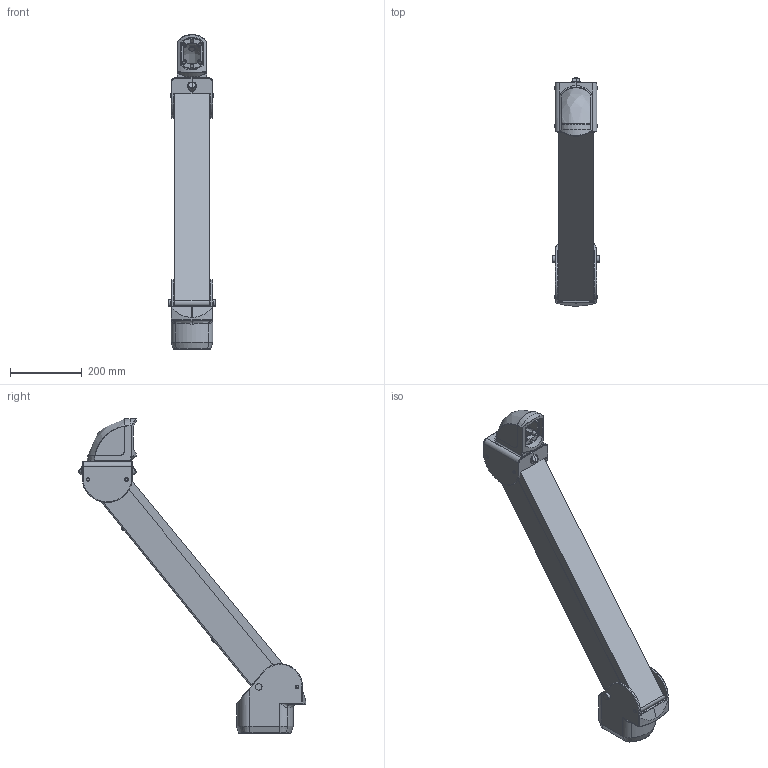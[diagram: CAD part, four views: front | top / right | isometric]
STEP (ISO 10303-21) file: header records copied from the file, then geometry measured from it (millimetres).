
FILE_DESCRIPTION (( 'STEP AP214' ), '1' );
FILE_NAME ('4985500X_r.STEP', '2020-02-25T10:21:49', ( 'Admin' ), ( 'Hewlett-Packard Company' ), 'SwSTEP 2.0', 'SolidWorks 2018', '' );
FILE_SCHEMA (( 'AUTOMOTIVE_DESIGN' ));
Length unit declared in the file: millimetre
Products named in the file (6): 40000038881_r; 40000038882_r; 12085_r; 4985500X_r; 12086_r; 40000038865_r
Assembly tree (5 placements, depth 2):
  4985500X_r
    12086_r
    40000038881_r
    40000038882_r
    40000038865_r
    12085_r
Bounding box: 134 x 636.17 x 879.51 mm (x, y, z)
Volume: 7235842.3 mm3; surface area: 1217159.6 mm2
Topology: 4 solids, 8 shells, 953 faces, 2387 edges, 1432 vertices
Faces by surface type: cylinder 293, plane 286, bspline 256, cone 55, sphere 33, torus 30
Full cylindrical faces by diameter (mm): 5 x2, 6 x4, 10 x12, 12 x2, 14 x2, 18 x2, 20 x3, 30 x2
Entity records: 42369 total; most frequent: CARTESIAN_POINT 20476, ORIENTED_EDGE 4531, DIRECTION 3602, EDGE_CURVE 2283, VERTEX_POINT 1408, AXIS2_PLACEMENT_3D 1356, EDGE_LOOP 1067, FACE_OUTER_BOUND 991
